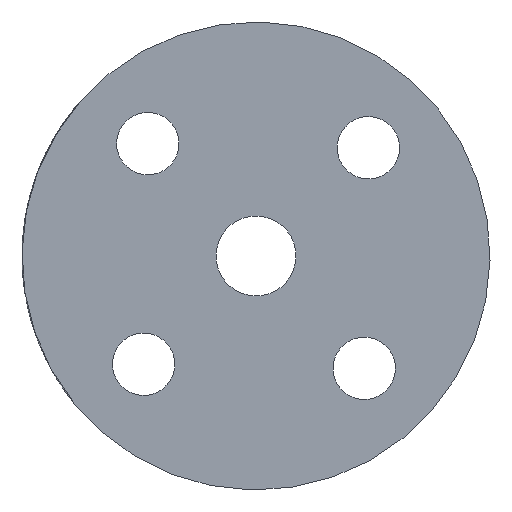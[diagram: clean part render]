
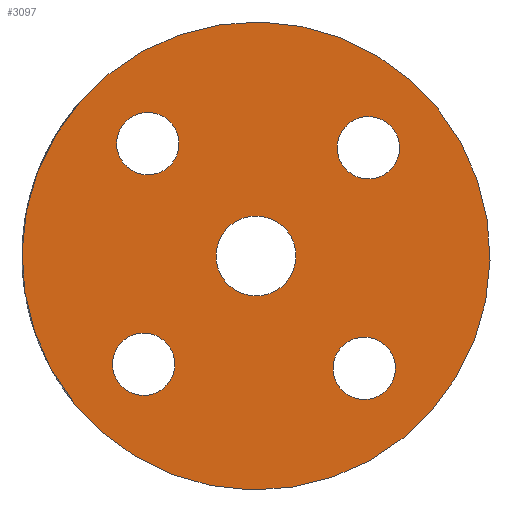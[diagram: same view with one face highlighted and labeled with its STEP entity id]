
A CAD part, front view. The second image highlights one B-rep face of the part: STEP entity #3097.
In plain terms, the highlighted planar face has unit normal (0, -1, 0).
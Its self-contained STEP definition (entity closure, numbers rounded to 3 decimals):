
#146=PLANE('',#3502);
#164=FACE_BOUND('',#640,.T.);
#165=FACE_BOUND('',#641,.T.);
#166=FACE_BOUND('',#642,.T.);
#167=FACE_BOUND('',#643,.T.);
#168=FACE_BOUND('',#644,.T.);
#443=FACE_OUTER_BOUND('',#639,.T.);
#639=EDGE_LOOP('',(#2840));
#640=EDGE_LOOP('',(#2841));
#641=EDGE_LOOP('',(#2842));
#642=EDGE_LOOP('',(#2843));
#643=EDGE_LOOP('',(#2844));
#644=EDGE_LOOP('',(#2845));
#670=CIRCLE('',#3136,12.);
#707=CIRCLE('',#3180,2.05);
#889=CIRCLE('',#3503,1.6);
#890=CIRCLE('',#3504,1.6);
#891=CIRCLE('',#3505,1.6);
#892=CIRCLE('',#3506,1.6);
#1209=VERTEX_POINT('',#4585);
#1280=VERTEX_POINT('',#4810);
#1455=VERTEX_POINT('',#6549);
#1456=VERTEX_POINT('',#6551);
#1457=VERTEX_POINT('',#6553);
#1458=VERTEX_POINT('',#6555);
#1499=EDGE_CURVE('',#1209,#1209,#670,.T.);
#1575=EDGE_CURVE('',#1280,#1280,#707,.T.);
#1920=EDGE_CURVE('',#1455,#1455,#889,.T.);
#1921=EDGE_CURVE('',#1456,#1456,#890,.T.);
#1922=EDGE_CURVE('',#1457,#1457,#891,.T.);
#1923=EDGE_CURVE('',#1458,#1458,#892,.T.);
#2840=ORIENTED_EDGE('',*,*,#1499,.T.);
#2841=ORIENTED_EDGE('',*,*,#1575,.T.);
#2842=ORIENTED_EDGE('',*,*,#1920,.T.);
#2843=ORIENTED_EDGE('',*,*,#1921,.T.);
#2844=ORIENTED_EDGE('',*,*,#1922,.T.);
#2845=ORIENTED_EDGE('',*,*,#1923,.T.);
#3097=ADVANCED_FACE('',(#443,#164,#165,#166,#167,#168),#146,.F.);
#3136=AXIS2_PLACEMENT_3D('',#4587,#3564,#3565);
#3180=AXIS2_PLACEMENT_3D('',#4811,#3671,#3672);
#3502=AXIS2_PLACEMENT_3D('',#6548,#4420,#4421);
#3503=AXIS2_PLACEMENT_3D('',#6550,#4422,#4423);
#3504=AXIS2_PLACEMENT_3D('',#6552,#4424,#4425);
#3505=AXIS2_PLACEMENT_3D('',#6554,#4426,#4427);
#3506=AXIS2_PLACEMENT_3D('',#6556,#4428,#4429);
#3564=DIRECTION('center_axis',(0.,-1.,0.));
#3565=DIRECTION('ref_axis',(1.,0.,-0.019));
#3671=DIRECTION('center_axis',(0.,1.,0.));
#3672=DIRECTION('ref_axis',(1.,0.,-0.019));
#4420=DIRECTION('center_axis',(0.,1.,0.));
#4421=DIRECTION('ref_axis',(1.,0.,-0.019));
#4422=DIRECTION('center_axis',(0.,1.,0.));
#4423=DIRECTION('ref_axis',(1.,0.,-0.019));
#4424=DIRECTION('center_axis',(0.,1.,0.));
#4425=DIRECTION('ref_axis',(1.,0.,-0.019));
#4426=DIRECTION('center_axis',(0.,1.,0.));
#4427=DIRECTION('ref_axis',(1.,0.,-0.019));
#4428=DIRECTION('center_axis',(0.,1.,0.));
#4429=DIRECTION('ref_axis',(1.,0.,-0.019));
#4585=CARTESIAN_POINT('',(-21.869,8.096,43.369));
#4587=CARTESIAN_POINT('Origin',(-9.872,8.096,43.143));
#4810=CARTESIAN_POINT('',(-11.921,8.096,43.182));
#4811=CARTESIAN_POINT('Origin',(-9.872,8.096,43.143));
#6548=CARTESIAN_POINT('Origin',(-9.872,8.096,43.143));
#6549=CARTESIAN_POINT('',(-5.709,8.096,48.723));
#6550=CARTESIAN_POINT('Origin',(-4.109,8.096,48.693));
#6551=CARTESIAN_POINT('',(-5.922,8.096,37.411));
#6552=CARTESIAN_POINT('Origin',(-4.322,8.096,37.381));
#6553=CARTESIAN_POINT('',(-17.021,8.096,48.935));
#6554=CARTESIAN_POINT('Origin',(-15.421,8.096,48.905));
#6555=CARTESIAN_POINT('',(-17.233,8.096,37.624));
#6556=CARTESIAN_POINT('Origin',(-15.634,8.096,37.594));
